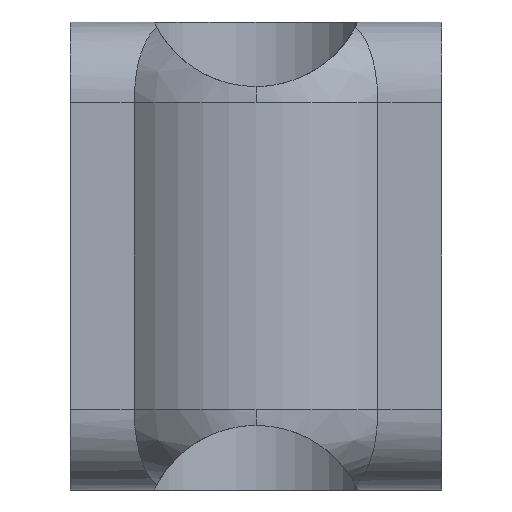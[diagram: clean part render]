
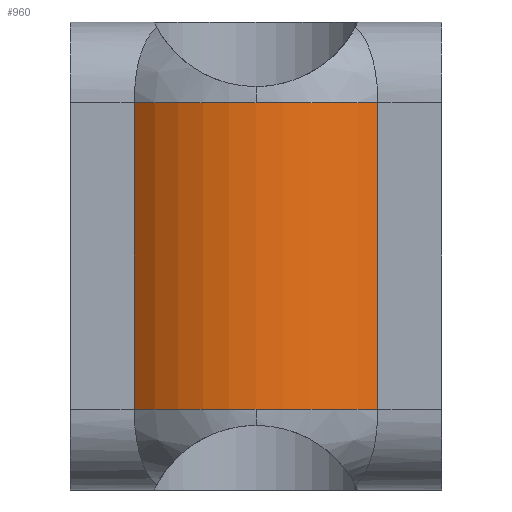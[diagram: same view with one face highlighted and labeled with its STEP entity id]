
A CAD part, front view. The second image highlights one B-rep face of the part: STEP entity #960.
In plain terms, the highlighted cylindrical face has radius 5.5 mm (diameter 11 mm), a partial arc.
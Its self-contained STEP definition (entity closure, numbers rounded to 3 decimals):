
#10 = CARTESIAN_POINT ( 'NONE',  ( 141.975, 13.571, -36.25 ) ) ;
#64 = AXIS2_PLACEMENT_3D ( 'NONE', #1772, #1988, #1423 ) ;
#105 = CIRCLE ( 'NONE', #2245, 5.5 ) ;
#119 = EDGE_CURVE ( 'NONE', #148, #1559, #2089, .T. ) ;
#121 = ORIENTED_EDGE ( 'NONE', *, *, #2310, .F. ) ;
#141 = DIRECTION ( 'NONE',  ( 1., 0., 0. ) ) ;
#148 = VERTEX_POINT ( 'NONE', #1965 ) ;
#162 = CARTESIAN_POINT ( 'NONE',  ( 145.75, 17.571, -36.25 ) ) ;
#211 = ORIENTED_EDGE ( 'NONE', *, *, #1602, .T. ) ;
#274 = CARTESIAN_POINT ( 'NONE',  ( 149.525, 13.571, -24.25 ) ) ;
#286 = CARTESIAN_POINT ( 'NONE',  ( 149.525, 13.571, -26.75 ) ) ;
#318 = DIRECTION ( 'NONE',  ( 0., 0., 1. ) ) ;
#426 = EDGE_CURVE ( 'NONE', #789, #537, #773, .T. ) ;
#429 = CYLINDRICAL_SURFACE ( 'NONE', #552, 5.5 ) ;
#463 = VERTEX_POINT ( 'NONE', #1579 ) ;
#478 = AXIS2_PLACEMENT_3D ( 'NONE', #2309, #495, #1503 ) ;
#495 = DIRECTION ( 'NONE',  ( 0., 0., 1. ) ) ;
#537 = VERTEX_POINT ( 'NONE', #2120 ) ;
#552 = AXIS2_PLACEMENT_3D ( 'NONE', #1625, #318, #141 ) ;
#558 = CARTESIAN_POINT ( 'NONE',  ( 145.75, 12.071, -26.75 ) ) ;
#748 = CARTESIAN_POINT ( 'NONE',  ( 145.75, 17.571, -26.75 ) ) ;
#759 = CARTESIAN_POINT ( 'NONE',  ( 141.975, 13.571, -24.25 ) ) ;
#773 = LINE ( 'NONE', #274, #1081 ) ;
#789 = VERTEX_POINT ( 'NONE', #286 ) ;
#960 = ADVANCED_FACE ( 'NONE', ( #1841 ), #429, .T. ) ;
#1081 = VECTOR ( 'NONE', #1201, 1000. ) ;
#1201 = DIRECTION ( 'NONE',  ( 0., 0., -1. ) ) ;
#1315 = ORIENTED_EDGE ( 'NONE', *, *, #426, .F. ) ;
#1423 = DIRECTION ( 'NONE',  ( 1., 0., 0. ) ) ;
#1428 = AXIS2_PLACEMENT_3D ( 'NONE', #748, #1887, #2272 ) ;
#1470 = ORIENTED_EDGE ( 'NONE', *, *, #1707, .F. ) ;
#1503 = DIRECTION ( 'NONE',  ( 0., -1., 0. ) ) ;
#1559 = VERTEX_POINT ( 'NONE', #558 ) ;
#1579 = CARTESIAN_POINT ( 'NONE',  ( 145.75, 12.071, -36.25 ) ) ;
#1602 = EDGE_CURVE ( 'NONE', #463, #537, #105, .T. ) ;
#1625 = CARTESIAN_POINT ( 'NONE',  ( 145.75, 17.571, -38.75 ) ) ;
#1638 = CIRCLE ( 'NONE', #1428, 5.5 ) ;
#1646 = EDGE_CURVE ( 'NONE', #2395, #463, #2137, .T. ) ;
#1658 = ORIENTED_EDGE ( 'NONE', *, *, #119, .F. ) ;
#1696 = EDGE_LOOP ( 'NONE', ( #1658, #1470, #2093, #211, #1315, #121 ) ) ;
#1707 = EDGE_CURVE ( 'NONE', #2395, #148, #2276, .T. ) ;
#1772 = CARTESIAN_POINT ( 'NONE',  ( 145.75, 17.571, -36.25 ) ) ;
#1815 = DIRECTION ( 'NONE',  ( 0., 0., 1. ) ) ;
#1841 = FACE_OUTER_BOUND ( 'NONE', #1696, .T. ) ;
#1887 = DIRECTION ( 'NONE',  ( 0., 0., 1. ) ) ;
#1965 = CARTESIAN_POINT ( 'NONE',  ( 141.975, 13.571, -26.75 ) ) ;
#1988 = DIRECTION ( 'NONE',  ( 0., 0., 1. ) ) ;
#2089 = CIRCLE ( 'NONE', #478, 5.5 ) ;
#2093 = ORIENTED_EDGE ( 'NONE', *, *, #1646, .T. ) ;
#2120 = CARTESIAN_POINT ( 'NONE',  ( 149.525, 13.571, -36.25 ) ) ;
#2137 = CIRCLE ( 'NONE', #64, 5.5 ) ;
#2245 = AXIS2_PLACEMENT_3D ( 'NONE', #162, #1815, #2415 ) ;
#2272 = DIRECTION ( 'NONE',  ( 0., -1., 0. ) ) ;
#2276 = LINE ( 'NONE', #759, #2425 ) ;
#2309 = CARTESIAN_POINT ( 'NONE',  ( 145.75, 17.571, -26.75 ) ) ;
#2310 = EDGE_CURVE ( 'NONE', #1559, #789, #1638, .T. ) ;
#2329 = DIRECTION ( 'NONE',  ( 0., 0., 1. ) ) ;
#2395 = VERTEX_POINT ( 'NONE', #10 ) ;
#2415 = DIRECTION ( 'NONE',  ( 1., 0., 0. ) ) ;
#2425 = VECTOR ( 'NONE', #2329, 1000. ) ;
